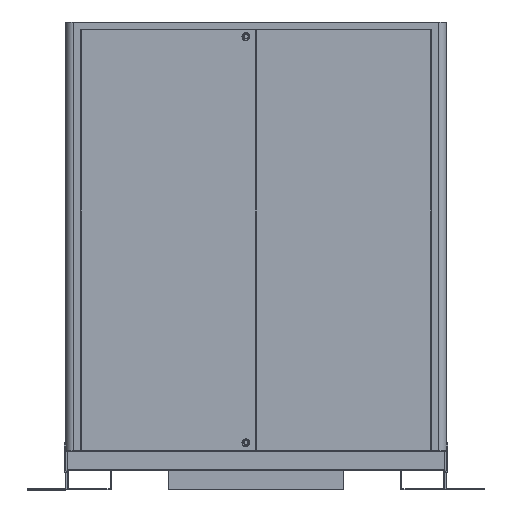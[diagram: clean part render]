
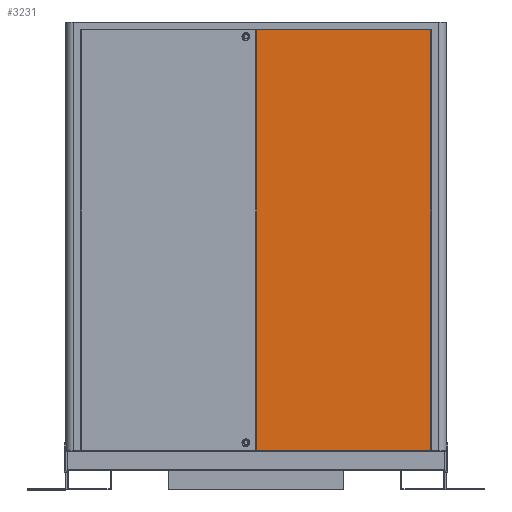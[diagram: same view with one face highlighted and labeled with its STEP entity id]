
A CAD part, top view. The second image highlights one B-rep face of the part: STEP entity #3231.
In plain terms, the highlighted planar face has unit normal (0, 0, 1).
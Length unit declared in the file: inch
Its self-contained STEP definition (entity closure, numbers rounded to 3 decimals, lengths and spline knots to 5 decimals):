
#193 = VERTEX_POINT ( 'NONE', #3147 ) ;
#570 = CARTESIAN_POINT ( 'NONE',  ( 18.75, 44., 9. ) ) ;
#615 = DIRECTION ( 'NONE',  ( 0., 1., 0. ) ) ;
#644 = CARTESIAN_POINT ( 'NONE',  ( 0.03125, 0.0625, 9. ) ) ;
#780 = ORIENTED_EDGE ( 'NONE', *, *, #4094, .T. ) ;
#798 = EDGE_CURVE ( 'NONE', #5009, #1157, #2712, .T. ) ;
#1157 = VERTEX_POINT ( 'NONE', #6064 ) ;
#1338 = VECTOR ( 'NONE', #615, 39.37008 ) ;
#1706 = VECTOR ( 'NONE', #3211, 39.37008 ) ;
#1855 = DIRECTION ( 'NONE',  ( 0., 0., -1. ) ) ;
#1876 = AXIS2_PLACEMENT_3D ( 'NONE', #570, #1855, #7420 ) ;
#2487 = LINE ( 'NONE', #3034, #1338 ) ;
#2712 = LINE ( 'NONE', #3361, #6178 ) ;
#2855 = VECTOR ( 'NONE', #6012, 39.37008 ) ;
#3034 = CARTESIAN_POINT ( 'NONE',  ( 17.9375, 43.1875, 9. ) ) ;
#3147 = CARTESIAN_POINT ( 'NONE',  ( 17.9375, 43.1875, 9. ) ) ;
#3200 = EDGE_LOOP ( 'NONE', ( #5094, #5852, #780, #4720 ) ) ;
#3211 = DIRECTION ( 'NONE',  ( 0., -1., 0. ) ) ;
#3231 = ADVANCED_FACE ( 'NONE', ( #3901 ), #4404, .F. ) ;
#3361 = CARTESIAN_POINT ( 'NONE',  ( 0.03125, 0.0625, 9. ) ) ;
#3901 = FACE_OUTER_BOUND ( 'NONE', #3200, .T. ) ;
#4094 = EDGE_CURVE ( 'NONE', #1157, #193, #2487, .T. ) ;
#4104 = CARTESIAN_POINT ( 'NONE',  ( 0.03125, 43.1875, 9. ) ) ;
#4169 = VERTEX_POINT ( 'NONE', #6659 ) ;
#4404 = PLANE ( 'NONE',  #1876 ) ;
#4607 = LINE ( 'NONE', #4104, #2855 ) ;
#4658 = DIRECTION ( 'NONE',  ( 1., 0., 0. ) ) ;
#4720 = ORIENTED_EDGE ( 'NONE', *, *, #6513, .T. ) ;
#5009 = VERTEX_POINT ( 'NONE', #644 ) ;
#5094 = ORIENTED_EDGE ( 'NONE', *, *, #7837, .T. ) ;
#5307 = LINE ( 'NONE', #5692, #1706 ) ;
#5692 = CARTESIAN_POINT ( 'NONE',  ( 0.03125, 43.1875, 9. ) ) ;
#5852 = ORIENTED_EDGE ( 'NONE', *, *, #798, .T. ) ;
#6012 = DIRECTION ( 'NONE',  ( -1., 0., 0. ) ) ;
#6064 = CARTESIAN_POINT ( 'NONE',  ( 17.9375, 0.0625, 9. ) ) ;
#6178 = VECTOR ( 'NONE', #4658, 39.37008 ) ;
#6513 = EDGE_CURVE ( 'NONE', #193, #4169, #4607, .T. ) ;
#6659 = CARTESIAN_POINT ( 'NONE',  ( 0.03125, 43.1875, 9. ) ) ;
#7420 = DIRECTION ( 'NONE',  ( -1., 0., 0. ) ) ;
#7837 = EDGE_CURVE ( 'NONE', #4169, #5009, #5307, .T. ) ;
